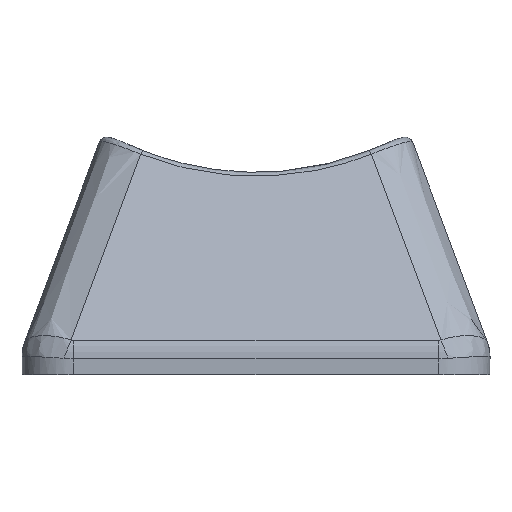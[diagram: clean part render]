
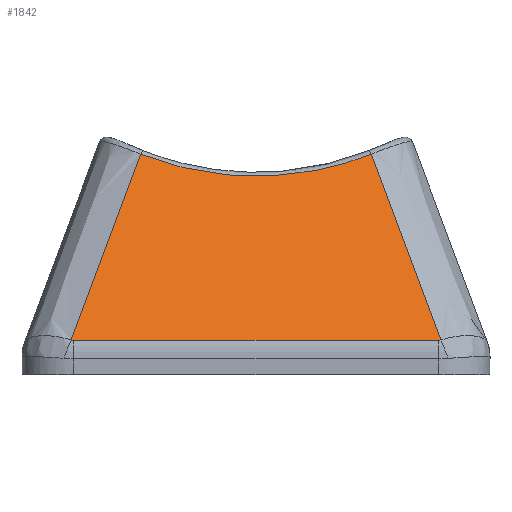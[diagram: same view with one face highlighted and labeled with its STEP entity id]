
A CAD part, front view. The second image highlights one B-rep face of the part: STEP entity #1842.
In plain terms, the highlighted planar face has unit normal (0, -0.878, 0.478).
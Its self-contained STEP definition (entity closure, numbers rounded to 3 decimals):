
#18=PLANE('',#1968);
#69=ELLIPSE('',#1957,1.046,0.5);
#71=ELLIPSE('',#1962,1.046,0.5);
#78=LINE('',#2968,#183);
#183=VECTOR('',#2091,10.);
#363=FACE_OUTER_BOUND('',#472,.T.);
#472=EDGE_LOOP('',(#1308,#1309,#1310,#1311,#1312,#1313));
#616=B_SPLINE_CURVE_WITH_KNOTS('',3,(#3142,#3143,#3144,#3145),
 .UNSPECIFIED.,.F.,.F.,(4,4),(-0.99,-0.126),
 .UNSPECIFIED.);
#618=B_SPLINE_CURVE_WITH_KNOTS('',3,(#3153,#3154,#3155,#3156),
 .UNSPECIFIED.,.F.,.F.,(4,4),(0.126,0.99),
 .UNSPECIFIED.);
#619=B_SPLINE_CURVE_WITH_KNOTS('',3,(#3157,#3158,#3159,#3160,#3161),
 .UNSPECIFIED.,.F.,.F.,(4,1,4),(-0.924,-0.396,0.),
 .UNSPECIFIED.);
#753=VERTEX_POINT('',#2924);
#757=VERTEX_POINT('',#2958);
#759=VERTEX_POINT('',#2964);
#761=VERTEX_POINT('',#2985);
#771=VERTEX_POINT('',#3141);
#772=VERTEX_POINT('',#3152);
#960=EDGE_CURVE('',#753,#757,#69,.T.);
#963=EDGE_CURVE('',#757,#759,#78,.T.);
#966=EDGE_CURVE('',#759,#761,#71,.T.);
#984=EDGE_CURVE('',#761,#771,#616,.T.);
#986=EDGE_CURVE('',#772,#753,#618,.T.);
#987=EDGE_CURVE('',#771,#772,#619,.T.);
#1308=ORIENTED_EDGE('',*,*,#966,.F.);
#1309=ORIENTED_EDGE('',*,*,#963,.F.);
#1310=ORIENTED_EDGE('',*,*,#960,.F.);
#1311=ORIENTED_EDGE('',*,*,#986,.F.);
#1312=ORIENTED_EDGE('',*,*,#987,.F.);
#1313=ORIENTED_EDGE('',*,*,#984,.F.);
#1842=ADVANCED_FACE('',(#363),#18,.T.);
#1957=AXIS2_PLACEMENT_3D('',#2962,#2084,#2085);
#1962=AXIS2_PLACEMENT_3D('',#2989,#2096,#2097);
#1968=AXIS2_PLACEMENT_3D('',#3151,#2114,#2115);
#2084=DIRECTION('center_axis',(0.,0.878,-0.478));
#2085=DIRECTION('ref_axis',(0.,-0.478,-0.878));
#2091=DIRECTION('',(-1.,0.,0.));
#2096=DIRECTION('center_axis',(0.,0.878,-0.478));
#2097=DIRECTION('ref_axis',(0.,-0.478,-0.878));
#2114=DIRECTION('center_axis',(0.,-0.878,
0.478));
#2115=DIRECTION('ref_axis',(0.,-0.478,-0.878));
#2924=CARTESIAN_POINT('',(7.172,-18.415,0.351));
#2958=CARTESIAN_POINT('',(7.081,-18.423,0.335));
#2962=CARTESIAN_POINT('Origin',(7.081,-17.923,1.254));
#2964=CARTESIAN_POINT('',(-7.081,-18.423,0.335));
#2968=CARTESIAN_POINT('',(7.525,-18.423,0.335));
#2985=CARTESIAN_POINT('',(-7.172,-18.415,0.351));
#2989=CARTESIAN_POINT('Origin',(-7.081,-17.923,1.254));
#3141=CARTESIAN_POINT('',(-4.478,-14.491,7.563));
#3142=CARTESIAN_POINT('Ctrl Pts',(-7.172,-18.415,0.351));
#3143=CARTESIAN_POINT('Ctrl Pts',(-6.276,-17.106,2.755));
#3144=CARTESIAN_POINT('Ctrl Pts',(-5.378,-15.798,5.16));
#3145=CARTESIAN_POINT('Ctrl Pts',(-4.478,-14.491,7.563));
#3151=CARTESIAN_POINT('Origin',(5.969,-13.966,8.527));
#3152=CARTESIAN_POINT('',(4.478,-14.491,7.563));
#3153=CARTESIAN_POINT('Ctrl Pts',(4.478,-14.491,7.563));
#3154=CARTESIAN_POINT('Ctrl Pts',(5.378,-15.798,5.16));
#3155=CARTESIAN_POINT('Ctrl Pts',(6.276,-17.106,2.755));
#3156=CARTESIAN_POINT('Ctrl Pts',(7.172,-18.415,0.351));
#3157=CARTESIAN_POINT('Ctrl Pts',(-4.478,-14.491,7.563));
#3158=CARTESIAN_POINT('Ctrl Pts',(-2.88,-14.843,6.916));
#3159=CARTESIAN_POINT('Ctrl Pts',(0.24,-15.122,6.404));
#3160=CARTESIAN_POINT('Ctrl Pts',(3.279,-14.755,7.078));
#3161=CARTESIAN_POINT('Ctrl Pts',(4.478,-14.491,7.563));
